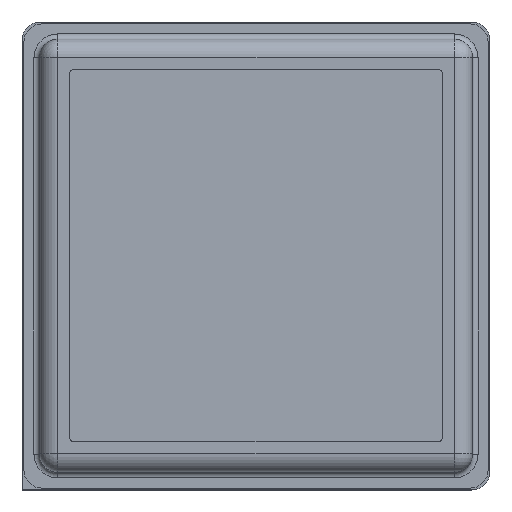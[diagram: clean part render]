
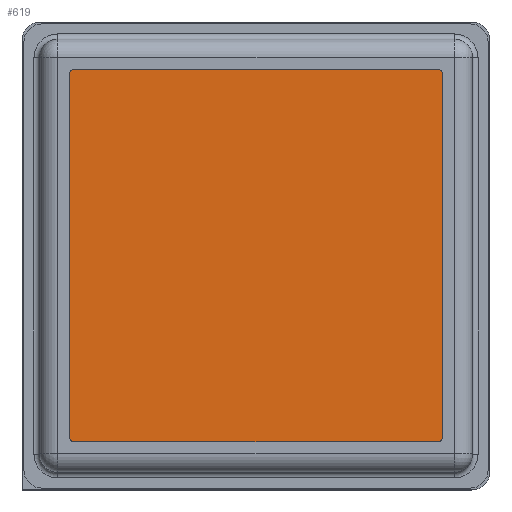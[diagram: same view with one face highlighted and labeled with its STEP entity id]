
A CAD part, top view. The second image highlights one B-rep face of the part: STEP entity #619.
In plain terms, the highlighted planar face has unit normal (0, 0, 1).
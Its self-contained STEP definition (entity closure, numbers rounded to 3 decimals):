
#477 = VERTEX_POINT('',#478);
#478 = CARTESIAN_POINT('',(-9.9,10.1,12.9));
#484 = EDGE_CURVE('',#477,#485,#487,.T.);
#485 = VERTEX_POINT('',#486);
#486 = CARTESIAN_POINT('',(9.9,10.1,12.9));
#487 = LINE('',#488,#489);
#488 = CARTESIAN_POINT('',(-10.1,10.1,12.9));
#489 = VECTOR('',#490,1.);
#490 = DIRECTION('',(1.,0.,0.));
#575 = VERTEX_POINT('',#576);
#576 = CARTESIAN_POINT('',(-10.1,9.9,12.9));
#582 = EDGE_CURVE('',#477,#575,#583,.T.);
#583 = CIRCLE('',#584,0.2);
#584 = AXIS2_PLACEMENT_3D('',#585,#586,#587);
#585 = CARTESIAN_POINT('',(-9.9,9.9,12.9));
#586 = DIRECTION('',(-0.,0.,1.));
#587 = DIRECTION('',(0.,-1.,0.));
#600 = VERTEX_POINT('',#601);
#601 = CARTESIAN_POINT('',(10.1,9.9,12.9));
#607 = EDGE_CURVE('',#485,#600,#608,.T.);
#608 = CIRCLE('',#609,0.2);
#609 = AXIS2_PLACEMENT_3D('',#610,#611,#612);
#610 = CARTESIAN_POINT('',(9.9,9.9,12.9));
#611 = DIRECTION('',(-0.,-0.,-1.));
#612 = DIRECTION('',(0.,-1.,0.));
#619 = ADVANCED_FACE('',(#620),#665,.F.);
#620 = FACE_BOUND('',#621,.F.);
#621 = EDGE_LOOP('',(#622,#623,#624,#632,#641,#649,#658,#664));
#622 = ORIENTED_EDGE('',*,*,#484,.T.);
#623 = ORIENTED_EDGE('',*,*,#607,.T.);
#624 = ORIENTED_EDGE('',*,*,#625,.T.);
#625 = EDGE_CURVE('',#600,#626,#628,.T.);
#626 = VERTEX_POINT('',#627);
#627 = CARTESIAN_POINT('',(10.1,-9.9,12.9));
#628 = LINE('',#629,#630);
#629 = CARTESIAN_POINT('',(10.1,10.1,12.9));
#630 = VECTOR('',#631,1.);
#631 = DIRECTION('',(0.,-1.,0.));
#632 = ORIENTED_EDGE('',*,*,#633,.T.);
#633 = EDGE_CURVE('',#626,#634,#636,.T.);
#634 = VERTEX_POINT('',#635);
#635 = CARTESIAN_POINT('',(9.9,-10.1,12.9));
#636 = CIRCLE('',#637,0.2);
#637 = AXIS2_PLACEMENT_3D('',#638,#639,#640);
#638 = CARTESIAN_POINT('',(9.9,-9.9,12.9));
#639 = DIRECTION('',(-0.,-0.,-1.));
#640 = DIRECTION('',(0.,-1.,0.));
#641 = ORIENTED_EDGE('',*,*,#642,.T.);
#642 = EDGE_CURVE('',#634,#643,#645,.T.);
#643 = VERTEX_POINT('',#644);
#644 = CARTESIAN_POINT('',(-9.9,-10.1,12.9));
#645 = LINE('',#646,#647);
#646 = CARTESIAN_POINT('',(10.1,-10.1,12.9));
#647 = VECTOR('',#648,1.);
#648 = DIRECTION('',(-1.,0.,0.));
#649 = ORIENTED_EDGE('',*,*,#650,.T.);
#650 = EDGE_CURVE('',#643,#651,#653,.T.);
#651 = VERTEX_POINT('',#652);
#652 = CARTESIAN_POINT('',(-10.1,-9.9,12.9));
#653 = CIRCLE('',#654,0.2);
#654 = AXIS2_PLACEMENT_3D('',#655,#656,#657);
#655 = CARTESIAN_POINT('',(-9.9,-9.9,12.9));
#656 = DIRECTION('',(-0.,-0.,-1.));
#657 = DIRECTION('',(0.,-1.,0.));
#658 = ORIENTED_EDGE('',*,*,#659,.T.);
#659 = EDGE_CURVE('',#651,#575,#660,.T.);
#660 = LINE('',#661,#662);
#661 = CARTESIAN_POINT('',(-10.1,-10.1,12.9));
#662 = VECTOR('',#663,1.);
#663 = DIRECTION('',(0.,1.,0.));
#664 = ORIENTED_EDGE('',*,*,#582,.F.);
#665 = PLANE('',#666);
#666 = AXIS2_PLACEMENT_3D('',#667,#668,#669);
#667 = CARTESIAN_POINT('',(0.,0.,12.9));
#668 = DIRECTION('',(-0.,-0.,-1.));
#669 = DIRECTION('',(-1.,0.,0.));
